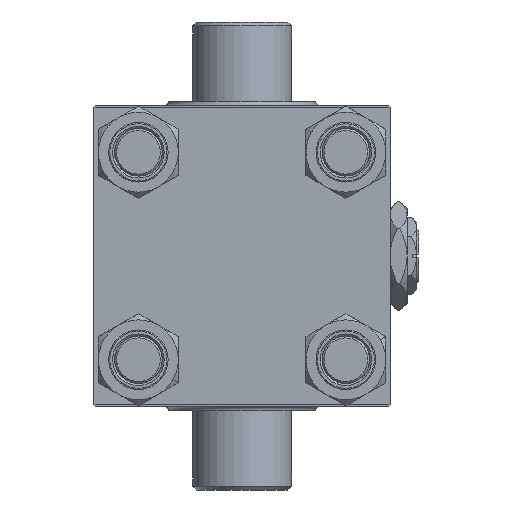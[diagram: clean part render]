
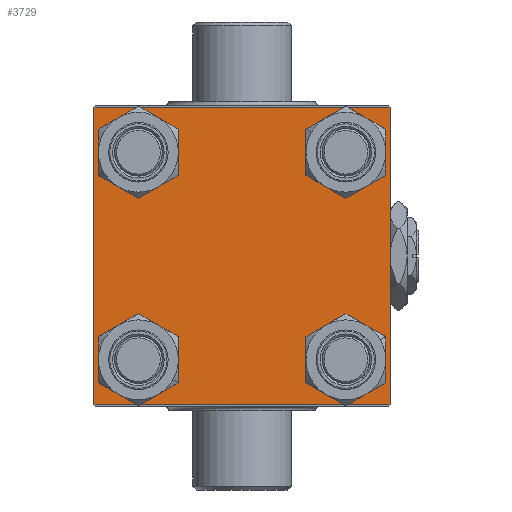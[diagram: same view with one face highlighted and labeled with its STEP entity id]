
A CAD part, left-side view. The second image highlights one B-rep face of the part: STEP entity #3729.
In plain terms, the highlighted planar face has unit normal (-1, 0, 0).
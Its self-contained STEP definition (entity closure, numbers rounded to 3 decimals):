
#93 = ORIENTED_EDGE ( 'NONE', *, *, #39857, .F. ) ;
#544 = VERTEX_POINT ( 'NONE', #20275 ) ;
#638 = CARTESIAN_POINT ( 'NONE',  ( 0., 37., 37.5 ) ) ;
#1202 = FACE_OUTER_BOUND ( 'NONE', #42195, .T. ) ;
#1602 = VERTEX_POINT ( 'NONE', #21454 ) ;
#1705 = CARTESIAN_POINT ( 'NONE',  ( 0., 0., 0. ) ) ;
#2740 = CARTESIAN_POINT ( 'NONE',  ( 0., 26.15, -26.15 ) ) ;
#3178 = EDGE_CURVE ( 'NONE', #30947, #22291, #39330, .T. ) ;
#3729 = ADVANCED_FACE ( 'NONE', ( #39398, #47279, #20442, #5130, #1202 ), #5631, .T. ) ;
#4461 = VERTEX_POINT ( 'NONE', #21905 ) ;
#4571 = CARTESIAN_POINT ( 'NONE',  ( 0., 37.25, -37.25 ) ) ;
#4588 = DIRECTION ( 'NONE',  ( 0., -1., 0. ) ) ;
#4792 = CARTESIAN_POINT ( 'NONE',  ( 0., 37.25, 37.25 ) ) ;
#5130 = FACE_BOUND ( 'NONE', #45680, .T. ) ;
#5151 = VERTEX_POINT ( 'NONE', #36212 ) ;
#5250 = CARTESIAN_POINT ( 'NONE',  ( 0., 26.15, 26.15 ) ) ;
#5631 = PLANE ( 'NONE',  #44698 ) ;
#5847 = CARTESIAN_POINT ( 'NONE',  ( 0., 26.15, 32.65 ) ) ;
#5922 = DIRECTION ( 'NONE',  ( 1., 0., 0. ) ) ;
#6678 = VECTOR ( 'NONE', #32356, 1000. ) ;
#6919 = EDGE_CURVE ( 'NONE', #29981, #544, #22285, .T. ) ;
#7383 = CIRCLE ( 'NONE', #15262, 6.5 ) ;
#7947 = ORIENTED_EDGE ( 'NONE', *, *, #15240, .T. ) ;
#8226 = LINE ( 'NONE', #41523, #25178 ) ;
#8350 = ORIENTED_EDGE ( 'NONE', *, *, #15330, .T. ) ;
#9018 = ORIENTED_EDGE ( 'NONE', *, *, #21963, .F. ) ;
#9148 = CARTESIAN_POINT ( 'NONE',  ( 0., -37.25, 37.25 ) ) ;
#9586 = DIRECTION ( 'NONE',  ( 1., 0., 0. ) ) ;
#10310 = CARTESIAN_POINT ( 'NONE',  ( 0., -26.15, 26.15 ) ) ;
#10429 = CARTESIAN_POINT ( 'NONE',  ( 0., 26.15, 26.15 ) ) ;
#10688 = CARTESIAN_POINT ( 'NONE',  ( 0., 37.5, 37.5 ) ) ;
#11244 = EDGE_LOOP ( 'NONE', ( #7947, #8350 ) ) ;
#11408 = VERTEX_POINT ( 'NONE', #14964 ) ;
#11535 = ORIENTED_EDGE ( 'NONE', *, *, #34202, .T. ) ;
#12381 = EDGE_LOOP ( 'NONE', ( #33385, #26173 ) ) ;
#13412 = EDGE_CURVE ( 'NONE', #36565, #11408, #46666, .T. ) ;
#13571 = LINE ( 'NONE', #46849, #25241 ) ;
#14445 = ORIENTED_EDGE ( 'NONE', *, *, #3178, .T. ) ;
#14889 = AXIS2_PLACEMENT_3D ( 'NONE', #2740, #48094, #21481 ) ;
#14964 = CARTESIAN_POINT ( 'NONE',  ( 0., 26.15, -19.65 ) ) ;
#15240 = EDGE_CURVE ( 'NONE', #43137, #38495, #16061, .T. ) ;
#15262 = AXIS2_PLACEMENT_3D ( 'NONE', #40523, #30183, #22523 ) ;
#15330 = EDGE_CURVE ( 'NONE', #38495, #43137, #7383, .T. ) ;
#15881 = DIRECTION ( 'NONE',  ( 1., 0., 0. ) ) ;
#16061 = CIRCLE ( 'NONE', #40435, 6.5 ) ;
#19706 = EDGE_CURVE ( 'NONE', #21556, #1602, #42926, .T. ) ;
#20037 = VERTEX_POINT ( 'NONE', #36682 ) ;
#20275 = CARTESIAN_POINT ( 'NONE',  ( 0., 37.5, -37. ) ) ;
#20431 = CIRCLE ( 'NONE', #31445, 6.5 ) ;
#20442 = FACE_BOUND ( 'NONE', #12381, .T. ) ;
#20536 = CARTESIAN_POINT ( 'NONE',  ( 0., 37.5, 37. ) ) ;
#20984 = DIRECTION ( 'NONE',  ( 0., 0., 1. ) ) ;
#21265 = VERTEX_POINT ( 'NONE', #5847 ) ;
#21283 = VECTOR ( 'NONE', #34651, 1000. ) ;
#21313 = DIRECTION ( 'NONE',  ( 0., 0., 1. ) ) ;
#21454 = CARTESIAN_POINT ( 'NONE',  ( 0., -37., 37.5 ) ) ;
#21481 = DIRECTION ( 'NONE',  ( 0., 0., 1. ) ) ;
#21556 = VERTEX_POINT ( 'NONE', #44469 ) ;
#21701 = AXIS2_PLACEMENT_3D ( 'NONE', #10429, #29188, #21313 ) ;
#21905 = CARTESIAN_POINT ( 'NONE',  ( 0., 26.15, 19.65 ) ) ;
#21963 = EDGE_CURVE ( 'NONE', #21556, #5151, #39623, .T. ) ;
#22285 = LINE ( 'NONE', #10688, #31476 ) ;
#22291 = VERTEX_POINT ( 'NONE', #31480 ) ;
#22523 = DIRECTION ( 'NONE',  ( 0., 0., 1. ) ) ;
#22673 = DIRECTION ( 'NONE',  ( 0., 0., 1. ) ) ;
#22812 = DIRECTION ( 'NONE',  ( 0., -0.707, 0.707 ) ) ;
#24001 = DIRECTION ( 'NONE',  ( 0., 0., 1. ) ) ;
#24061 = CARTESIAN_POINT ( 'NONE',  ( 0., 37.5, -37.5 ) ) ;
#24604 = EDGE_CURVE ( 'NONE', #4461, #21265, #42929, .T. ) ;
#24847 = DIRECTION ( 'NONE',  ( 0., 0., -1. ) ) ;
#25178 = VECTOR ( 'NONE', #22812, 1000. ) ;
#25241 = VECTOR ( 'NONE', #28619, 1000. ) ;
#25251 = ORIENTED_EDGE ( 'NONE', *, *, #47004, .T. ) ;
#25337 = CARTESIAN_POINT ( 'NONE',  ( 0., -37.5, 37.5 ) ) ;
#26173 = ORIENTED_EDGE ( 'NONE', *, *, #13412, .T. ) ;
#26635 = VECTOR ( 'NONE', #42242, 1000. ) ;
#28619 = DIRECTION ( 'NONE',  ( 0., -1., 0. ) ) ;
#29188 = DIRECTION ( 'NONE',  ( 1., 0., 0. ) ) ;
#29268 = CARTESIAN_POINT ( 'NONE',  ( 0., 37., -37.5 ) ) ;
#29551 = VERTEX_POINT ( 'NONE', #33730 ) ;
#29685 = DIRECTION ( 'NONE',  ( 0., 0., 1. ) ) ;
#29981 = VERTEX_POINT ( 'NONE', #20536 ) ;
#30183 = DIRECTION ( 'NONE',  ( 1., 0., 0. ) ) ;
#30947 = VERTEX_POINT ( 'NONE', #29268 ) ;
#30972 = EDGE_LOOP ( 'NONE', ( #38492, #11535 ) ) ;
#31181 = LINE ( 'NONE', #4792, #26635 ) ;
#31445 = AXIS2_PLACEMENT_3D ( 'NONE', #10310, #9586, #40371 ) ;
#31476 = VECTOR ( 'NONE', #37298, 1000. ) ;
#31480 = CARTESIAN_POINT ( 'NONE',  ( 0., -37., -37.5 ) ) ;
#31632 = ORIENTED_EDGE ( 'NONE', *, *, #24604, .T. ) ;
#31785 = DIRECTION ( 'NONE',  ( -1., 0., 0. ) ) ;
#32095 = AXIS2_PLACEMENT_3D ( 'NONE', #5250, #15881, #24001 ) ;
#32259 = CARTESIAN_POINT ( 'NONE',  ( 0., -26.15, -19.65 ) ) ;
#32356 = DIRECTION ( 'NONE',  ( 0., 0.707, 0.707 ) ) ;
#33385 = ORIENTED_EDGE ( 'NONE', *, *, #35996, .T. ) ;
#33703 = VECTOR ( 'NONE', #4588, 1000. ) ;
#33730 = CARTESIAN_POINT ( 'NONE',  ( 0., -26.15, 19.65 ) ) ;
#34202 = EDGE_CURVE ( 'NONE', #29551, #20037, #34519, .T. ) ;
#34519 = CIRCLE ( 'NONE', #39219, 6.5 ) ;
#34651 = DIRECTION ( 'NONE',  ( 0., -0.707, -0.707 ) ) ;
#34740 = DIRECTION ( 'NONE',  ( 1., 0., 0. ) ) ;
#35865 = ORIENTED_EDGE ( 'NONE', *, *, #44415, .T. ) ;
#35996 = EDGE_CURVE ( 'NONE', #11408, #36565, #40066, .T. ) ;
#36212 = CARTESIAN_POINT ( 'NONE',  ( 0., -37.5, -37. ) ) ;
#36565 = VERTEX_POINT ( 'NONE', #44495 ) ;
#36682 = CARTESIAN_POINT ( 'NONE',  ( 0., -26.15, 32.65 ) ) ;
#36737 = EDGE_CURVE ( 'NONE', #22291, #5151, #8226, .T. ) ;
#37103 = EDGE_CURVE ( 'NONE', #20037, #29551, #20431, .T. ) ;
#37235 = AXIS2_PLACEMENT_3D ( 'NONE', #38712, #5922, #20984 ) ;
#37298 = DIRECTION ( 'NONE',  ( 0., 0., -1. ) ) ;
#37634 = ORIENTED_EDGE ( 'NONE', *, *, #36737, .T. ) ;
#37716 = EDGE_CURVE ( 'NONE', #544, #30947, #38320, .T. ) ;
#38320 = LINE ( 'NONE', #4571, #21283 ) ;
#38437 = VERTEX_POINT ( 'NONE', #638 ) ;
#38492 = ORIENTED_EDGE ( 'NONE', *, *, #37103, .T. ) ;
#38495 = VERTEX_POINT ( 'NONE', #42035 ) ;
#38712 = CARTESIAN_POINT ( 'NONE',  ( 0., 26.15, -26.15 ) ) ;
#38886 = DIRECTION ( 'NONE',  ( 0., 0., 1. ) ) ;
#39054 = DIRECTION ( 'NONE',  ( 1., 0., 0. ) ) ;
#39219 = AXIS2_PLACEMENT_3D ( 'NONE', #41157, #34740, #22673 ) ;
#39330 = LINE ( 'NONE', #24061, #33703 ) ;
#39398 = FACE_BOUND ( 'NONE', #30972, .T. ) ;
#39623 = LINE ( 'NONE', #25337, #40501 ) ;
#39857 = EDGE_CURVE ( 'NONE', #38437, #1602, #13571, .T. ) ;
#40066 = CIRCLE ( 'NONE', #14889, 6.5 ) ;
#40219 = ORIENTED_EDGE ( 'NONE', *, *, #6919, .T. ) ;
#40371 = DIRECTION ( 'NONE',  ( 0., 0., 1. ) ) ;
#40435 = AXIS2_PLACEMENT_3D ( 'NONE', #43976, #39054, #29685 ) ;
#40501 = VECTOR ( 'NONE', #24847, 1000. ) ;
#40523 = CARTESIAN_POINT ( 'NONE',  ( 0., -26.15, -26.15 ) ) ;
#41157 = CARTESIAN_POINT ( 'NONE',  ( 0., -26.15, 26.15 ) ) ;
#41523 = CARTESIAN_POINT ( 'NONE',  ( 0., -37.25, -37.25 ) ) ;
#42035 = CARTESIAN_POINT ( 'NONE',  ( 0., -26.15, -32.65 ) ) ;
#42195 = EDGE_LOOP ( 'NONE', ( #40219, #45246, #14445, #37634, #9018, #48699, #93, #25251 ) ) ;
#42242 = DIRECTION ( 'NONE',  ( 0., 0.707, -0.707 ) ) ;
#42926 = LINE ( 'NONE', #9148, #6678 ) ;
#42929 = CIRCLE ( 'NONE', #21701, 6.5 ) ;
#43137 = VERTEX_POINT ( 'NONE', #32259 ) ;
#43976 = CARTESIAN_POINT ( 'NONE',  ( 0., -26.15, -26.15 ) ) ;
#44415 = EDGE_CURVE ( 'NONE', #21265, #4461, #45438, .T. ) ;
#44469 = CARTESIAN_POINT ( 'NONE',  ( 0., -37.5, 37. ) ) ;
#44495 = CARTESIAN_POINT ( 'NONE',  ( 0., 26.15, -32.65 ) ) ;
#44698 = AXIS2_PLACEMENT_3D ( 'NONE', #1705, #31785, #38886 ) ;
#45246 = ORIENTED_EDGE ( 'NONE', *, *, #37716, .T. ) ;
#45438 = CIRCLE ( 'NONE', #32095, 6.5 ) ;
#45680 = EDGE_LOOP ( 'NONE', ( #35865, #31632 ) ) ;
#46666 = CIRCLE ( 'NONE', #37235, 6.5 ) ;
#46849 = CARTESIAN_POINT ( 'NONE',  ( 0., 37.5, 37.5 ) ) ;
#47004 = EDGE_CURVE ( 'NONE', #38437, #29981, #31181, .T. ) ;
#47279 = FACE_BOUND ( 'NONE', #11244, .T. ) ;
#48094 = DIRECTION ( 'NONE',  ( 1., 0., 0. ) ) ;
#48699 = ORIENTED_EDGE ( 'NONE', *, *, #19706, .T. ) ;
